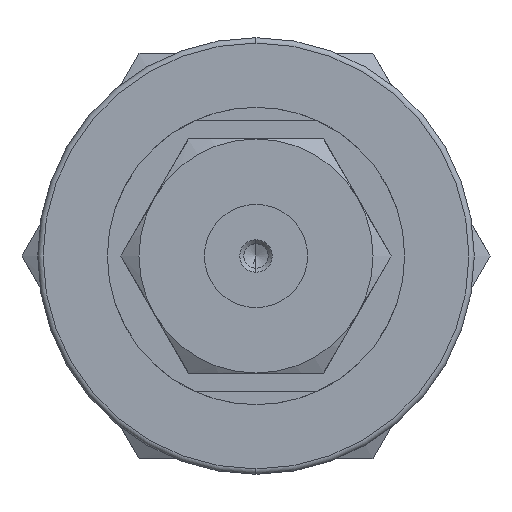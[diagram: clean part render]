
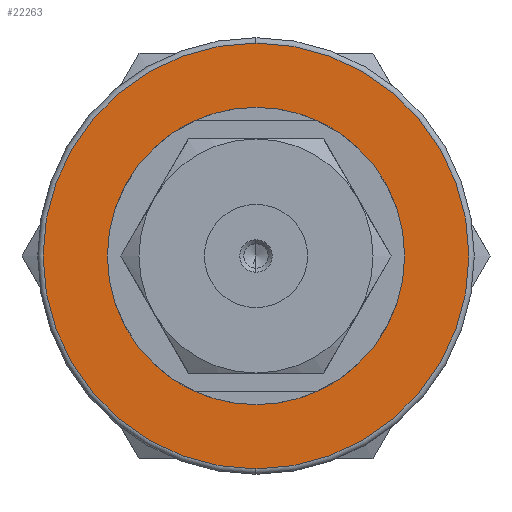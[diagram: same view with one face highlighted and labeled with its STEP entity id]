
A CAD part, left-side view. The second image highlights one B-rep face of the part: STEP entity #22263.
In plain terms, the highlighted planar face has unit normal (-1, 0, 0).
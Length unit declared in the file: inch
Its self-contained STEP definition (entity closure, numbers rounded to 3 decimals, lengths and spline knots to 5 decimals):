
#334 = EDGE_LOOP ( 'NONE', ( #6634, #2020 ) ) ;
#755 = ORIENTED_EDGE ( 'NONE', *, *, #2199, .F. ) ;
#876 = CARTESIAN_POINT ( 'NONE',  ( -0.85374, 0., -0.394 ) ) ;
#2020 = ORIENTED_EDGE ( 'NONE', *, *, #10959, .T. ) ;
#2199 = EDGE_CURVE ( 'NONE', #3288, #9920, #6237, .T. ) ;
#2272 = DIRECTION ( 'NONE',  ( 0., 0., -1. ) ) ;
#2273 = DIRECTION ( 'NONE',  ( 0., 0., -1. ) ) ;
#2712 = EDGE_CURVE ( 'NONE', #21004, #19815, #11280, .T. ) ;
#3288 = VERTEX_POINT ( 'NONE', #18962 ) ;
#4330 = DIRECTION ( 'NONE',  ( 0., 0., -1. ) ) ;
#4461 = AXIS2_PLACEMENT_3D ( 'NONE', #20460, #8850, #5053 ) ;
#4766 = AXIS2_PLACEMENT_3D ( 'NONE', #7916, #12768, #4330 ) ;
#5053 = DIRECTION ( 'NONE',  ( 0., 0., -1. ) ) ;
#5142 = DIRECTION ( 'NONE',  ( 1., 0., 0. ) ) ;
#5329 = CARTESIAN_POINT ( 'NONE',  ( -0.85374, 0., 0. ) ) ;
#5398 = EDGE_LOOP ( 'NONE', ( #13534, #755 ) ) ;
#6237 = CIRCLE ( 'NONE', #10540, 0.394 ) ;
#6634 = ORIENTED_EDGE ( 'NONE', *, *, #2712, .T. ) ;
#7587 = FACE_OUTER_BOUND ( 'NONE', #5398, .T. ) ;
#7916 = CARTESIAN_POINT ( 'NONE',  ( -0.85374, 0.394, 0. ) ) ;
#8850 = DIRECTION ( 'NONE',  ( 1., 0., 0. ) ) ;
#9162 = PLANE ( 'NONE',  #4766 ) ;
#9331 = AXIS2_PLACEMENT_3D ( 'NONE', #5329, #12180, #2273 ) ;
#9920 = VERTEX_POINT ( 'NONE', #876 ) ;
#10540 = AXIS2_PLACEMENT_3D ( 'NONE', #17673, #12506, #2272 ) ;
#10959 = EDGE_CURVE ( 'NONE', #19815, #21004, #13708, .T. ) ;
#11280 = CIRCLE ( 'NONE', #4461, 0.275 ) ;
#11996 = DIRECTION ( 'NONE',  ( 0., 0., -1. ) ) ;
#12180 = DIRECTION ( 'NONE',  ( 1., 0., 0. ) ) ;
#12506 = DIRECTION ( 'NONE',  ( 1., 0., 0. ) ) ;
#12768 = DIRECTION ( 'NONE',  ( 1., 0., 0. ) ) ;
#13534 = ORIENTED_EDGE ( 'NONE', *, *, #18275, .F. ) ;
#13698 = CARTESIAN_POINT ( 'NONE',  ( -0.85374, 0., 0. ) ) ;
#13708 = CIRCLE ( 'NONE', #20171, 0.275 ) ;
#14470 = FACE_BOUND ( 'NONE', #334, .T. ) ;
#17248 = CIRCLE ( 'NONE', #9331, 0.394 ) ;
#17673 = CARTESIAN_POINT ( 'NONE',  ( -0.85374, 0., 0. ) ) ;
#18275 = EDGE_CURVE ( 'NONE', #9920, #3288, #17248, .T. ) ;
#18962 = CARTESIAN_POINT ( 'NONE',  ( -0.85374, 0., 0.394 ) ) ;
#19815 = VERTEX_POINT ( 'NONE', #21825 ) ;
#20171 = AXIS2_PLACEMENT_3D ( 'NONE', #13698, #5142, #11996 ) ;
#20460 = CARTESIAN_POINT ( 'NONE',  ( -0.85374, 0., 0. ) ) ;
#21004 = VERTEX_POINT ( 'NONE', #22003 ) ;
#21825 = CARTESIAN_POINT ( 'NONE',  ( -0.85374, 0., 0.275 ) ) ;
#22003 = CARTESIAN_POINT ( 'NONE',  ( -0.85374, 0., -0.275 ) ) ;
#22263 = ADVANCED_FACE ( 'NONE', ( #7587, #14470 ), #9162, .F. ) ;
